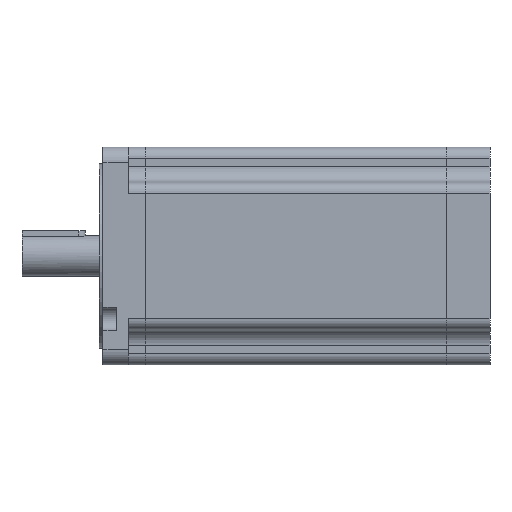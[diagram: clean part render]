
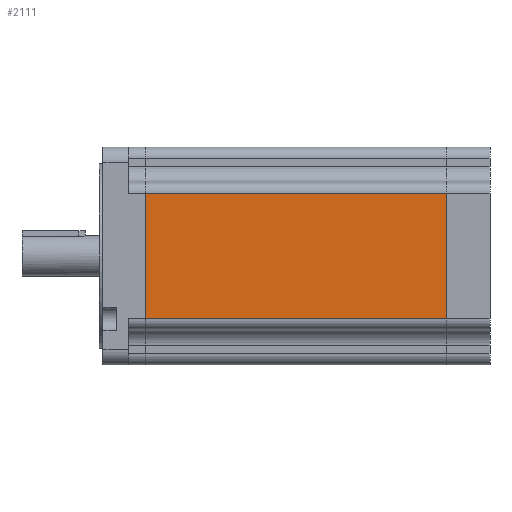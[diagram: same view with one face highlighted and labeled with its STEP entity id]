
A CAD part, left-side view. The second image highlights one B-rep face of the part: STEP entity #2111.
In plain terms, the highlighted planar face has unit normal (-1, 0, 0).
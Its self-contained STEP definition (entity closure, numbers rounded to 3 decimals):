
#148 = LINE ( 'NONE', #4218, #4946 ) ;
#322 = VERTEX_POINT ( 'NONE', #4865 ) ;
#552 = DIRECTION ( 'NONE',  ( 0., 0., 1. ) ) ;
#674 = CARTESIAN_POINT ( 'NONE',  ( 0., 119., -67.8 ) ) ;
#1058 = CARTESIAN_POINT ( 'NONE',  ( 0., 119., -18.2 ) ) ;
#1270 = ORIENTED_EDGE ( 'NONE', *, *, #3831, .T. ) ;
#1289 = CARTESIAN_POINT ( 'NONE',  ( 0., 119., -67.8 ) ) ;
#1699 = VERTEX_POINT ( 'NONE', #5780 ) ;
#1753 = DIRECTION ( 'NONE',  ( 1., 0., 0. ) ) ;
#1803 = VECTOR ( 'NONE', #5972, 1000. ) ;
#2111 = ADVANCED_FACE ( 'NONE', ( #4021 ), #3005, .F. ) ;
#2131 = EDGE_LOOP ( 'NONE', ( #1270, #4169, #5856, #5068 ) ) ;
#2180 = VECTOR ( 'NONE', #2884, 1000. ) ;
#2884 = DIRECTION ( 'NONE',  ( 0., 0., 1. ) ) ;
#3005 = PLANE ( 'NONE',  #5509 ) ;
#3153 = VERTEX_POINT ( 'NONE', #674 ) ;
#3213 = LINE ( 'NONE', #1289, #1803 ) ;
#3403 = VERTEX_POINT ( 'NONE', #1058 ) ;
#3432 = LINE ( 'NONE', #5238, #2180 ) ;
#3578 = DIRECTION ( 'NONE',  ( 0., -1., 0. ) ) ;
#3707 = LINE ( 'NONE', #4514, #5246 ) ;
#3831 = EDGE_CURVE ( 'NONE', #322, #1699, #3432, .T. ) ;
#4021 = FACE_OUTER_BOUND ( 'NONE', #2131, .T. ) ;
#4055 = EDGE_CURVE ( 'NONE', #3153, #322, #3213, .T. ) ;
#4155 = EDGE_CURVE ( 'NONE', #3403, #1699, #148, .T. ) ;
#4165 = EDGE_CURVE ( 'NONE', #3153, #3403, #3707, .T. ) ;
#4169 = ORIENTED_EDGE ( 'NONE', *, *, #4155, .F. ) ;
#4218 = CARTESIAN_POINT ( 'NONE',  ( 0., 119., -18.2 ) ) ;
#4514 = CARTESIAN_POINT ( 'NONE',  ( 0., 119., -67.8 ) ) ;
#4865 = CARTESIAN_POINT ( 'NONE',  ( 0., 0., -67.8 ) ) ;
#4875 = CARTESIAN_POINT ( 'NONE',  ( 0., 119., -67.8 ) ) ;
#4946 = VECTOR ( 'NONE', #3578, 1000. ) ;
#5068 = ORIENTED_EDGE ( 'NONE', *, *, #4055, .T. ) ;
#5238 = CARTESIAN_POINT ( 'NONE',  ( 0., 0., -67.8 ) ) ;
#5246 = VECTOR ( 'NONE', #552, 1000. ) ;
#5318 = DIRECTION ( 'NONE',  ( 0., 0., -1. ) ) ;
#5509 = AXIS2_PLACEMENT_3D ( 'NONE', #4875, #1753, #5318 ) ;
#5780 = CARTESIAN_POINT ( 'NONE',  ( 0., 0., -18.2 ) ) ;
#5856 = ORIENTED_EDGE ( 'NONE', *, *, #4165, .F. ) ;
#5972 = DIRECTION ( 'NONE',  ( 0., -1., 0. ) ) ;
